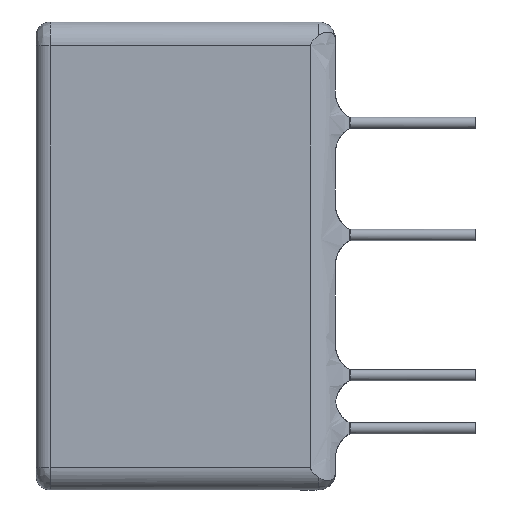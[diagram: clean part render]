
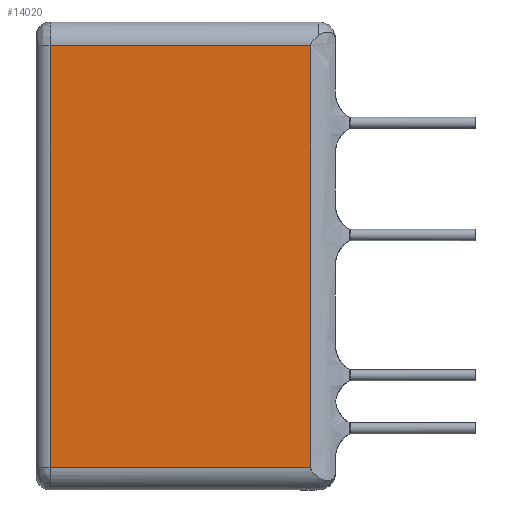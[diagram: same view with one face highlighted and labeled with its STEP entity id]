
A CAD part, left-side view. The second image highlights one B-rep face of the part: STEP entity #14020.
In plain terms, the highlighted planar face has unit normal (-1, 0, 0).
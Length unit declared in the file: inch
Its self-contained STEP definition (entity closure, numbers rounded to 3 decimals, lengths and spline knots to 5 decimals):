
#300 = CARTESIAN_POINT ( 'NONE',  ( -0.12, -0.49019, -0.0025 ) ) ;
#301 = DIRECTION ( 'NONE',  ( 0., 0., 1. ) ) ;
#392 = CARTESIAN_POINT ( 'NONE',  ( -0.12, 0.44, -0.755 ) ) ;
#394 = CARTESIAN_POINT ( 'NONE',  ( -0.12, -0.49019, -0.755 ) ) ;
#396 = CARTESIAN_POINT ( 'NONE',  ( -0.12, -0.49019, 0.75 ) ) ;
#400 = CARTESIAN_POINT ( 'NONE',  ( -0.12, 0.44, 0.75 ) ) ;
#922 = CARTESIAN_POINT ( 'NONE',  ( -0.12, 0.44, -0.0025 ) ) ;
#923 = DIRECTION ( 'NONE',  ( 0., 0., -1. ) ) ;
#3090 = VERTEX_POINT ( 'NONE', #400 ) ;
#3091 = VERTEX_POINT ( 'NONE', #396 ) ;
#3092 = VERTEX_POINT ( 'NONE', #394 ) ;
#3093 = VERTEX_POINT ( 'NONE', #392 ) ;
#3446 = LINE ( 'NONE', #15599, #13751 ) ;
#3460 = LINE ( 'NONE', #15874, #13764 ) ;
#3546 = LINE ( 'NONE', #300, #14177 ) ;
#3576 = LINE ( 'NONE', #922, #14256 ) ;
#3930 = AXIS2_PLACEMENT_3D ( 'NONE', #11472, #11473, #11474 ) ;
#7344 = EDGE_CURVE ( 'NONE', #3093, #3092, #3446, .T. ) ;
#7357 = EDGE_CURVE ( 'NONE', #3091, #3090, #3460, .T. ) ;
#7542 = EDGE_CURVE ( 'NONE', #3092, #3091, #3546, .T. ) ;
#7581 = EDGE_CURVE ( 'NONE', #3090, #3093, #3576, .T. ) ;
#10629 = FACE_OUTER_BOUND ( 'NONE', #15260, .T. ) ;
#11471 = PLANE ( 'NONE',  #3930 ) ;
#11472 = CARTESIAN_POINT ( 'NONE',  ( -0.12, 0.44, -0.755 ) ) ;
#11473 = DIRECTION ( 'NONE',  ( -1., 0., 0. ) ) ;
#11474 = DIRECTION ( 'NONE',  ( 0., -1., 0. ) ) ;
#13399 = ORIENTED_EDGE ( 'NONE', *, *, #7344, .T. ) ;
#13400 = ORIENTED_EDGE ( 'NONE', *, *, #7357, .T. ) ;
#13401 = ORIENTED_EDGE ( 'NONE', *, *, #7542, .T. ) ;
#13402 = ORIENTED_EDGE ( 'NONE', *, *, #7581, .T. ) ;
#13751 = VECTOR ( 'NONE', #15600, 39.37008 ) ;
#13764 = VECTOR ( 'NONE', #15875, 39.37008 ) ;
#14020 = ADVANCED_FACE ( 'NONE', ( #10629 ), #11471, .T. ) ;
#14177 = VECTOR ( 'NONE', #301, 39.37008 ) ;
#14256 = VECTOR ( 'NONE', #923, 39.37008 ) ;
#15260 = EDGE_LOOP ( 'NONE', ( #13399, #13401, #13400, #13402 ) ) ;
#15599 = CARTESIAN_POINT ( 'NONE',  ( -0.12, -0.0251, -0.755 ) ) ;
#15600 = DIRECTION ( 'NONE',  ( 0., -1., 0. ) ) ;
#15874 = CARTESIAN_POINT ( 'NONE',  ( -0.12, -0.0251, 0.75 ) ) ;
#15875 = DIRECTION ( 'NONE',  ( 0., 1., 0. ) ) ;
